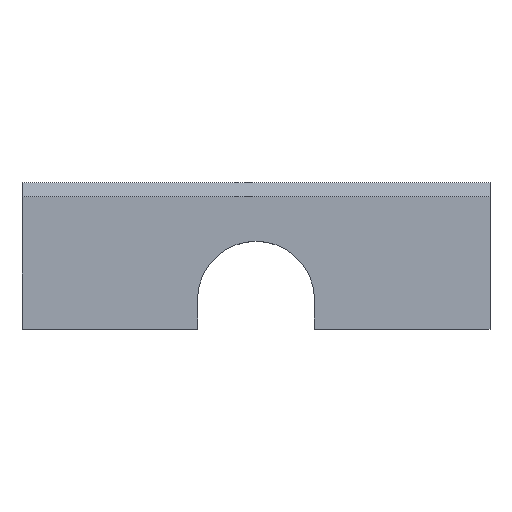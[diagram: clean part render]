
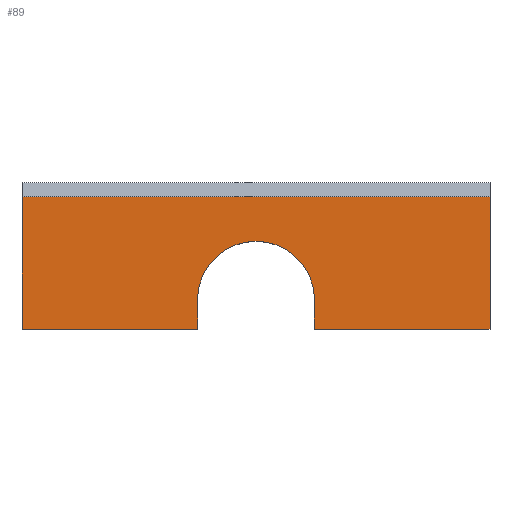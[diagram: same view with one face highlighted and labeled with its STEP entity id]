
A CAD part, top view. The second image highlights one B-rep face of the part: STEP entity #89.
In plain terms, the highlighted planar face has unit normal (0, 0, 1).
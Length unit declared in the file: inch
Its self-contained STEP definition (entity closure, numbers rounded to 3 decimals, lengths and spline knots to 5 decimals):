
#2 = DIRECTION ( 'NONE',  ( 0., -1., 0. ) ) ;
#21 = DIRECTION ( 'NONE',  ( 1., 0., 0. ) ) ;
#23 = EDGE_CURVE ( 'NONE', #353, #285, #270, .T. ) ;
#25 = VERTEX_POINT ( 'NONE', #166 ) ;
#39 = LINE ( 'NONE', #234, #145 ) ;
#42 = AXIS2_PLACEMENT_3D ( 'NONE', #288, #283, #103 ) ;
#55 = CARTESIAN_POINT ( 'NONE',  ( 0., 0., 0. ) ) ;
#56 = EDGE_CURVE ( 'NONE', #285, #399, #128, .T. ) ;
#72 = FACE_OUTER_BOUND ( 'NONE', #375, .T. ) ;
#87 = VECTOR ( 'NONE', #121, 39.37008 ) ;
#89 = ADVANCED_FACE ( 'NONE', ( #72 ), #200, .F. ) ;
#90 = DIRECTION ( 'NONE',  ( 0., 1., 0. ) ) ;
#99 = EDGE_CURVE ( 'NONE', #373, #353, #259, .T. ) ;
#103 = DIRECTION ( 'NONE',  ( 1., 0., 0. ) ) ;
#105 = VECTOR ( 'NONE', #386, 39.37008 ) ;
#110 = VECTOR ( 'NONE', #243, 39.37008 ) ;
#111 = CARTESIAN_POINT ( 'NONE',  ( 0., 0.625, 0. ) ) ;
#121 = DIRECTION ( 'NONE',  ( 1., 0., 0. ) ) ;
#127 = ORIENTED_EDGE ( 'NONE', *, *, #99, .F. ) ;
#128 = LINE ( 'NONE', #405, #359 ) ;
#143 = DIRECTION ( 'NONE',  ( 0., 0., -1. ) ) ;
#145 = VECTOR ( 'NONE', #358, 39.37008 ) ;
#153 = ORIENTED_EDGE ( 'NONE', *, *, #303, .T. ) ;
#154 = CARTESIAN_POINT ( 'NONE',  ( 0.75, 0., 0. ) ) ;
#157 = ORIENTED_EDGE ( 'NONE', *, *, #23, .F. ) ;
#166 = CARTESIAN_POINT ( 'NONE',  ( 2., 0., 0. ) ) ;
#181 = CARTESIAN_POINT ( 'NONE',  ( 2., 0., 0. ) ) ;
#184 = ORIENTED_EDGE ( 'NONE', *, *, #56, .F. ) ;
#186 = ORIENTED_EDGE ( 'NONE', *, *, #215, .T. ) ;
#200 = PLANE ( 'NONE',  #279 ) ;
#210 = CARTESIAN_POINT ( 'NONE',  ( 0., 0.565, 0. ) ) ;
#212 = CARTESIAN_POINT ( 'NONE',  ( 2., 0.565, 0. ) ) ;
#214 = VECTOR ( 'NONE', #21, 39.37008 ) ;
#215 = EDGE_CURVE ( 'NONE', #367, #226, #39, .T. ) ;
#216 = CARTESIAN_POINT ( 'NONE',  ( 0., 0.565, 0. ) ) ;
#218 = LINE ( 'NONE', #210, #87 ) ;
#224 = ORIENTED_EDGE ( 'NONE', *, *, #362, .F. ) ;
#226 = VERTEX_POINT ( 'NONE', #267 ) ;
#234 = CARTESIAN_POINT ( 'NONE',  ( 0., 0., 0. ) ) ;
#241 = CARTESIAN_POINT ( 'NONE',  ( 0.75, 0.125, 0. ) ) ;
#243 = DIRECTION ( 'NONE',  ( 1., 0., 0. ) ) ;
#252 = ORIENTED_EDGE ( 'NONE', *, *, #311, .T. ) ;
#259 = LINE ( 'NONE', #392, #105 ) ;
#267 = CARTESIAN_POINT ( 'NONE',  ( 0., 0., 0. ) ) ;
#268 = CARTESIAN_POINT ( 'NONE',  ( 1.25, 0.125, 0. ) ) ;
#270 = CIRCLE ( 'NONE', #42, 0.25 ) ;
#273 = EDGE_CURVE ( 'NONE', #226, #399, #304, .T. ) ;
#279 = AXIS2_PLACEMENT_3D ( 'NONE', #111, #143, #333 ) ;
#283 = DIRECTION ( 'NONE',  ( 0., 0., 1. ) ) ;
#285 = VERTEX_POINT ( 'NONE', #241 ) ;
#288 = CARTESIAN_POINT ( 'NONE',  ( 1., 0.125, 0. ) ) ;
#303 = EDGE_CURVE ( 'NONE', #25, #314, #366, .T. ) ;
#304 = LINE ( 'NONE', #55, #110 ) ;
#307 = CARTESIAN_POINT ( 'NONE',  ( 0., 0., 0. ) ) ;
#309 = ORIENTED_EDGE ( 'NONE', *, *, #273, .T. ) ;
#311 = EDGE_CURVE ( 'NONE', #373, #25, #398, .T. ) ;
#314 = VERTEX_POINT ( 'NONE', #212 ) ;
#333 = DIRECTION ( 'NONE',  ( -1., 0., 0. ) ) ;
#347 = VECTOR ( 'NONE', #90, 39.37008 ) ;
#353 = VERTEX_POINT ( 'NONE', #268 ) ;
#358 = DIRECTION ( 'NONE',  ( 0., -1., 0. ) ) ;
#359 = VECTOR ( 'NONE', #2, 39.37008 ) ;
#362 = EDGE_CURVE ( 'NONE', #367, #314, #218, .T. ) ;
#366 = LINE ( 'NONE', #181, #347 ) ;
#367 = VERTEX_POINT ( 'NONE', #216 ) ;
#373 = VERTEX_POINT ( 'NONE', #393 ) ;
#375 = EDGE_LOOP ( 'NONE', ( #157, #127, #252, #153, #224, #186, #309, #184 ) ) ;
#386 = DIRECTION ( 'NONE',  ( 0., 1., 0. ) ) ;
#392 = CARTESIAN_POINT ( 'NONE',  ( 1.25, 0.125, 0. ) ) ;
#393 = CARTESIAN_POINT ( 'NONE',  ( 1.25, 0., 0. ) ) ;
#398 = LINE ( 'NONE', #307, #214 ) ;
#399 = VERTEX_POINT ( 'NONE', #154 ) ;
#405 = CARTESIAN_POINT ( 'NONE',  ( 0.75, 0.125, 0. ) ) ;
